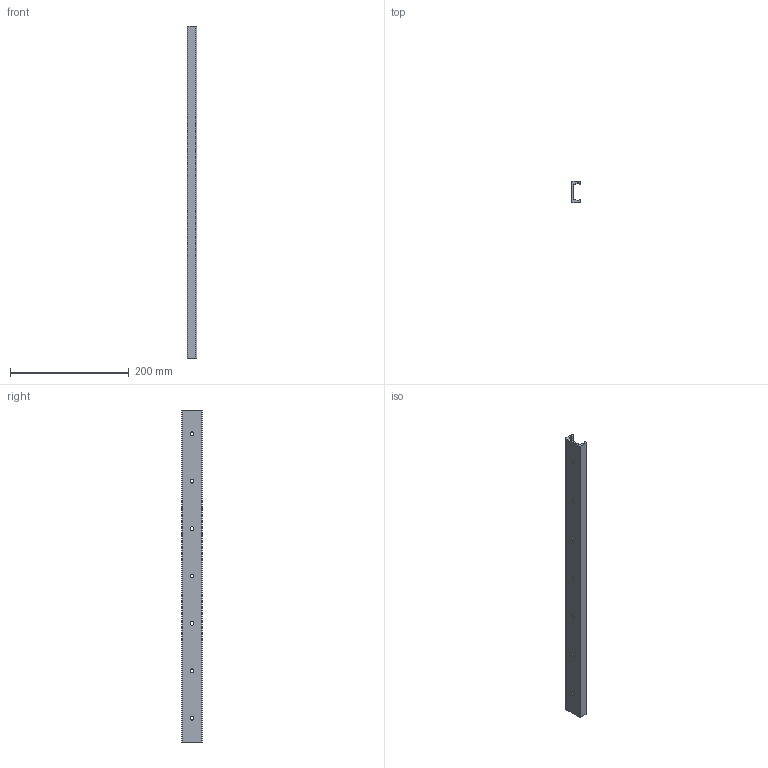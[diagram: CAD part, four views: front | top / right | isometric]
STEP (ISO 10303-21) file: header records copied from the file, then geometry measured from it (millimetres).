
FILE_DESCRIPTION(/* description */ ('Alibre Inc.'),/* implementation_level */ '2;1');
FILE_NAME(/* name */ 'export0',/* time_stamp */ '2010-12-08T16:49:34+01:00',/* author */ (''),/* organization */ (''),/* preprocessor_version */ 'ST-DEVELOPER v10',/* originating_system */ 'Alibre',/* authorisation */ '');
FILE_SCHEMA (('AUTOMOTIVE_DESIGN'));
Length unit declared in the file: millimetre
Bounding box: 16.5 x 35 x 560 mm (x, y, z)
Volume: 121855.8 mm3; surface area: 70807.7 mm2
Topology: 1 solids, 1 shells, 42 faces, 120 edges, 80 vertices
Faces by surface type: cylinder 20, plane 15, cone 7
Full cylindrical faces by diameter (mm): 6.6 x7
Entity records: 1286 total; most frequent: DIRECTION 215, CARTESIAN_POINT 214, ORIENTED_EDGE 198, EDGE_CURVE 99, AXIS2_PLACEMENT_3D 89, VERTEX_POINT 73, EDGE_LOOP 70, FACE_BOUND 70
